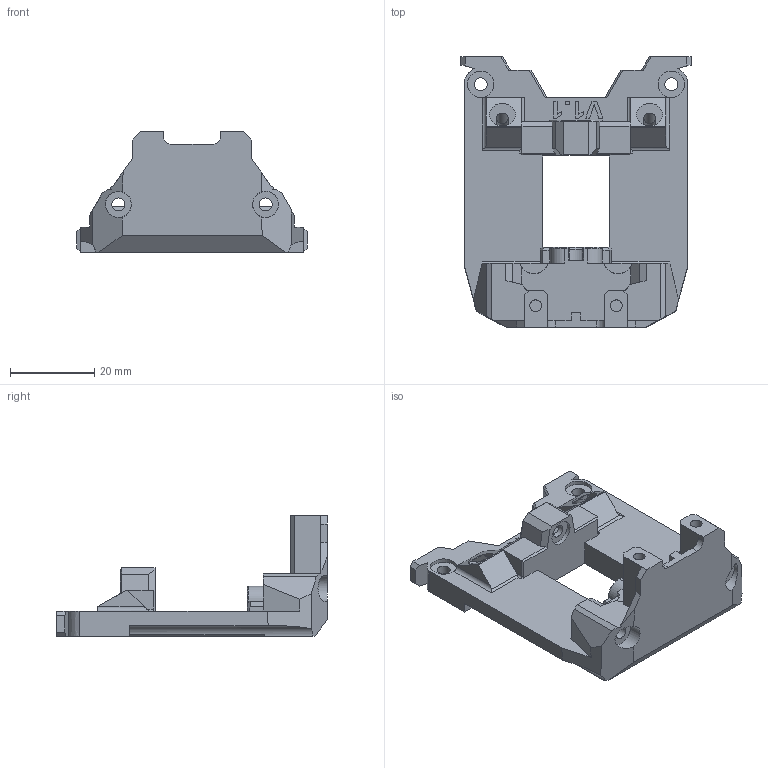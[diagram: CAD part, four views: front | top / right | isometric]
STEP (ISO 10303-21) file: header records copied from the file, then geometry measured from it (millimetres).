
FILE_DESCRIPTION(/* description */ (''),/* implementation_level */ '2;1');
FILE_NAME(/* name */ 'Plate.step',/* time_stamp */ '2024-07-07T10:13:03-06:00',/* author */ (''),/* organization */ (''),/* preprocessor_version */ 'ST-DEVELOPER v20',/* originating_system */ 'Autodesk Translation Framework v13.14.0.145',/* authorisation */ '');
FILE_SCHEMA (('AUTOMOTIVE_DESIGN { 1 0 10303 214 3 1 1 }'));
Length unit declared in the file: millimetre
Products named in the file (1): Plate
Bounding box: 54.73 x 64.4 x 28.72 mm (x, y, z)
Volume: 23663.3 mm3; surface area: 11230.7 mm2
Topology: 1 solids, 1 shells, 317 faces, 849 edges, 554 vertices
Faces by surface type: plane 271, cylinder 35, cone 9, bspline 2
Full cylindrical faces by diameter (mm): 2.8 x4, 3.1 x5, 4.7 x2, 6.1 x1, 6.2 x2, 6.3 x2
Entity records: 9858 total; most frequent: CARTESIAN_POINT 1849, ORIENTED_EDGE 1698, DIRECTION 1548, EDGE_CURVE 849, LINE 742, VECTOR 742, VERTEX_POINT 554, AXIS2_PLACEMENT_3D 403
